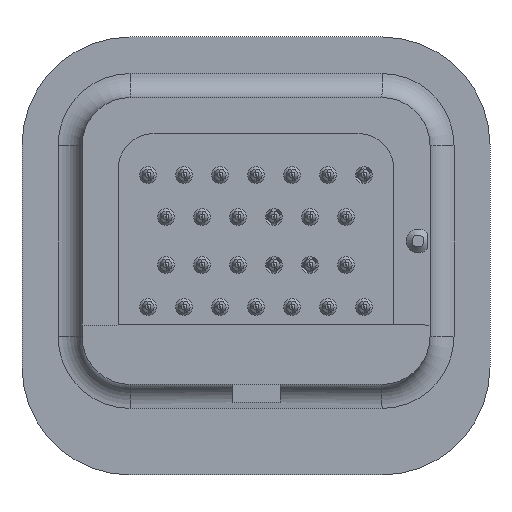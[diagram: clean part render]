
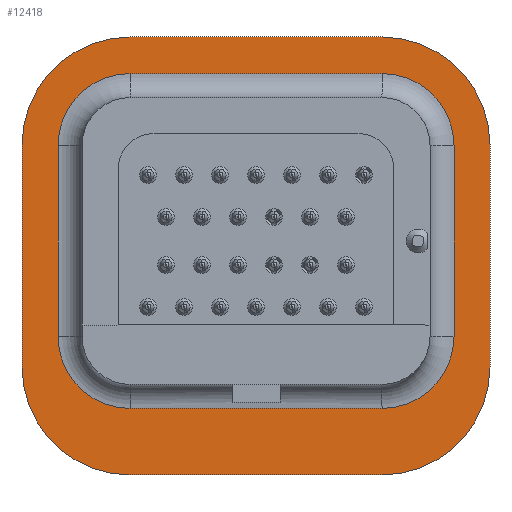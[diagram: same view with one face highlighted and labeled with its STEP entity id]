
A CAD part, front view. The second image highlights one B-rep face of the part: STEP entity #12418.
In plain terms, the highlighted planar face has unit normal (0, -1, 0).
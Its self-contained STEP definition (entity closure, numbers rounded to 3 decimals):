
#10657=CARTESIAN_POINT('',(-10.5,-17.1,17.));
#10658=VERTEX_POINT('',#10657);
#10665=CARTESIAN_POINT('',(10.5,-17.1,17.));
#10666=VERTEX_POINT('',#10665);
#10667=CARTESIAN_POINT('',(-10.5,-17.1,17.));
#10668=DIRECTION('',(1.,0.,0.));
#10669=VECTOR('',#10668,21.);
#10670=LINE('',#10667,#10669);
#10671=EDGE_CURVE('',#10658,#10666,#10670,.T.);
#10697=CARTESIAN_POINT('',(-19.5,-17.1,-10.5));
#10698=VERTEX_POINT('',#10697);
#10705=CARTESIAN_POINT('',(-19.5,-17.1,8.));
#10706=VERTEX_POINT('',#10705);
#10707=CARTESIAN_POINT('',(-19.5,-17.1,-10.5));
#10708=DIRECTION('',(0.,0.,1.));
#10709=VECTOR('',#10708,18.5);
#10710=LINE('',#10707,#10709);
#10711=EDGE_CURVE('',#10698,#10706,#10710,.T.);
#10737=CARTESIAN_POINT('',(10.5,-17.1,-19.5));
#10738=VERTEX_POINT('',#10737);
#10745=CARTESIAN_POINT('',(-10.5,-17.1,-19.5));
#10746=VERTEX_POINT('',#10745);
#10747=CARTESIAN_POINT('',(10.5,-17.1,-19.5));
#10748=DIRECTION('',(-1.,0.,0.));
#10749=VECTOR('',#10748,21.);
#10750=LINE('',#10747,#10749);
#10751=EDGE_CURVE('',#10738,#10746,#10750,.T.);
#10777=CARTESIAN_POINT('',(19.5,-17.1,8.));
#10778=VERTEX_POINT('',#10777);
#10785=CARTESIAN_POINT('',(19.5,-17.1,-10.5));
#10786=VERTEX_POINT('',#10785);
#10787=CARTESIAN_POINT('',(19.5,-17.1,8.));
#10788=DIRECTION('',(0.,0.,-1.));
#10789=VECTOR('',#10788,18.5);
#10790=LINE('',#10787,#10789);
#10791=EDGE_CURVE('',#10778,#10786,#10790,.T.);
#10815=CARTESIAN_POINT('',(-10.5,-17.1,-10.5));
#10816=DIRECTION('',(0.,0.,-1.));
#10817=DIRECTION('',(0.,1.,0.));
#10818=AXIS2_PLACEMENT_3D('',#10815,#10817,#10816);
#10819=CIRCLE('',#10818,9.);
#10820=EDGE_CURVE('',#10746,#10698,#10819,.T.);
#10839=CARTESIAN_POINT('',(10.5,-17.1,-10.5));
#10840=DIRECTION('',(1.,0.,0.));
#10841=DIRECTION('',(0.,1.,0.));
#10842=AXIS2_PLACEMENT_3D('',#10839,#10841,#10840);
#10843=CIRCLE('',#10842,9.);
#10844=EDGE_CURVE('',#10786,#10738,#10843,.T.);
#10863=CARTESIAN_POINT('',(10.5,-17.1,8.));
#10864=DIRECTION('',(0.,0.,1.));
#10865=DIRECTION('',(0.,1.,0.));
#10866=AXIS2_PLACEMENT_3D('',#10863,#10865,#10864);
#10867=CIRCLE('',#10866,9.);
#10868=EDGE_CURVE('',#10666,#10778,#10867,.T.);
#10887=CARTESIAN_POINT('',(-10.5,-17.1,8.));
#10888=DIRECTION('',(-1.,0.,0.));
#10889=DIRECTION('',(0.,1.,0.));
#10890=AXIS2_PLACEMENT_3D('',#10887,#10889,#10888);
#10891=CIRCLE('',#10890,9.);
#10892=EDGE_CURVE('',#10706,#10658,#10891,.T.);
#12333=CARTESIAN_POINT('',(0.,-17.1,-1.25));
#12334=DIRECTION('',(-1.,0.,0.));
#12335=DIRECTION('',(-0.,-1.,-0.));
#12336=AXIS2_PLACEMENT_3D('',#12333,#12335,#12334);
#12337=PLANE('',#12336);
#12338=ORIENTED_EDGE('',*,*,#10711,.F.);
#12339=ORIENTED_EDGE('',*,*,#10820,.F.);
#12340=ORIENTED_EDGE('',*,*,#10751,.F.);
#12341=ORIENTED_EDGE('',*,*,#10844,.F.);
#12342=ORIENTED_EDGE('',*,*,#10791,.F.);
#12343=ORIENTED_EDGE('',*,*,#10868,.F.);
#12344=ORIENTED_EDGE('',*,*,#10671,.F.);
#12345=ORIENTED_EDGE('',*,*,#10892,.F.);
#12346=EDGE_LOOP('',(#12338,#12339,#12340,#12341,#12342,#12343,#12344,#12345));
#12347=FACE_OUTER_BOUND('',#12346,.T.);
#12348=CARTESIAN_POINT('',(16.5,-17.1,7.95));
#12349=VERTEX_POINT('',#12348);
#12350=CARTESIAN_POINT('',(16.5,-17.1,-7.95));
#12351=VERTEX_POINT('',#12350);
#12352=CARTESIAN_POINT('',(16.5,-17.1,7.95));
#12353=DIRECTION('',(0.,0.,-1.));
#12354=VECTOR('',#12353,15.9);
#12355=LINE('',#12352,#12354);
#12356=EDGE_CURVE('',#12349,#12351,#12355,.T.);
#12357=ORIENTED_EDGE('',*,*,#12356,.T.);
#12358=CARTESIAN_POINT('',(10.5,-17.1,-13.95));
#12359=VERTEX_POINT('',#12358);
#12360=CARTESIAN_POINT('',(10.5,-17.1,-7.95));
#12361=DIRECTION('',(1.,0.,0.));
#12362=DIRECTION('',(0.,1.,0.));
#12363=AXIS2_PLACEMENT_3D('',#12360,#12362,#12361);
#12364=CIRCLE('',#12363,6.);
#12365=EDGE_CURVE('',#12351,#12359,#12364,.T.);
#12366=ORIENTED_EDGE('',*,*,#12365,.T.);
#12367=CARTESIAN_POINT('',(-10.5,-17.1,-13.95));
#12368=VERTEX_POINT('',#12367);
#12369=CARTESIAN_POINT('',(10.5,-17.1,-13.95));
#12370=DIRECTION('',(-1.,0.,0.));
#12371=VECTOR('',#12370,21.);
#12372=LINE('',#12369,#12371);
#12373=EDGE_CURVE('',#12359,#12368,#12372,.T.);
#12374=ORIENTED_EDGE('',*,*,#12373,.T.);
#12375=CARTESIAN_POINT('',(-16.5,-17.1,-7.95));
#12376=VERTEX_POINT('',#12375);
#12377=CARTESIAN_POINT('',(-10.5,-17.1,-7.95));
#12378=DIRECTION('',(0.,0.,-1.));
#12379=DIRECTION('',(0.,1.,-0.));
#12380=AXIS2_PLACEMENT_3D('',#12377,#12379,#12378);
#12381=CIRCLE('',#12380,6.);
#12382=EDGE_CURVE('',#12368,#12376,#12381,.T.);
#12383=ORIENTED_EDGE('',*,*,#12382,.T.);
#12384=CARTESIAN_POINT('',(-16.5,-17.1,7.95));
#12385=VERTEX_POINT('',#12384);
#12386=CARTESIAN_POINT('',(-16.5,-17.1,-7.95));
#12387=DIRECTION('',(0.,0.,1.));
#12388=VECTOR('',#12387,15.9);
#12389=LINE('',#12386,#12388);
#12390=EDGE_CURVE('',#12376,#12385,#12389,.T.);
#12391=ORIENTED_EDGE('',*,*,#12390,.T.);
#12392=CARTESIAN_POINT('',(-10.5,-17.1,13.95));
#12393=VERTEX_POINT('',#12392);
#12394=CARTESIAN_POINT('',(-10.5,-17.1,7.95));
#12395=DIRECTION('',(-1.,0.,0.));
#12396=DIRECTION('',(0.,1.,0.));
#12397=AXIS2_PLACEMENT_3D('',#12394,#12396,#12395);
#12398=CIRCLE('',#12397,6.);
#12399=EDGE_CURVE('',#12385,#12393,#12398,.T.);
#12400=ORIENTED_EDGE('',*,*,#12399,.T.);
#12401=CARTESIAN_POINT('',(10.5,-17.1,13.95));
#12402=VERTEX_POINT('',#12401);
#12403=CARTESIAN_POINT('',(-10.5,-17.1,13.95));
#12404=DIRECTION('',(1.,0.,0.));
#12405=VECTOR('',#12404,21.);
#12406=LINE('',#12403,#12405);
#12407=EDGE_CURVE('',#12393,#12402,#12406,.T.);
#12408=ORIENTED_EDGE('',*,*,#12407,.T.);
#12409=CARTESIAN_POINT('',(10.5,-17.1,7.95));
#12410=DIRECTION('',(0.,0.,1.));
#12411=DIRECTION('',(0.,1.,0.));
#12412=AXIS2_PLACEMENT_3D('',#12409,#12411,#12410);
#12413=CIRCLE('',#12412,6.);
#12414=EDGE_CURVE('',#12402,#12349,#12413,.T.);
#12415=ORIENTED_EDGE('',*,*,#12414,.T.);
#12416=EDGE_LOOP('',(#12357,#12366,#12374,#12383,#12391,#12400,#12408,#12415));
#12417=FACE_BOUND('',#12416,.T.);
#12418=ADVANCED_FACE('',(#12347,#12417),#12337,.T.);
